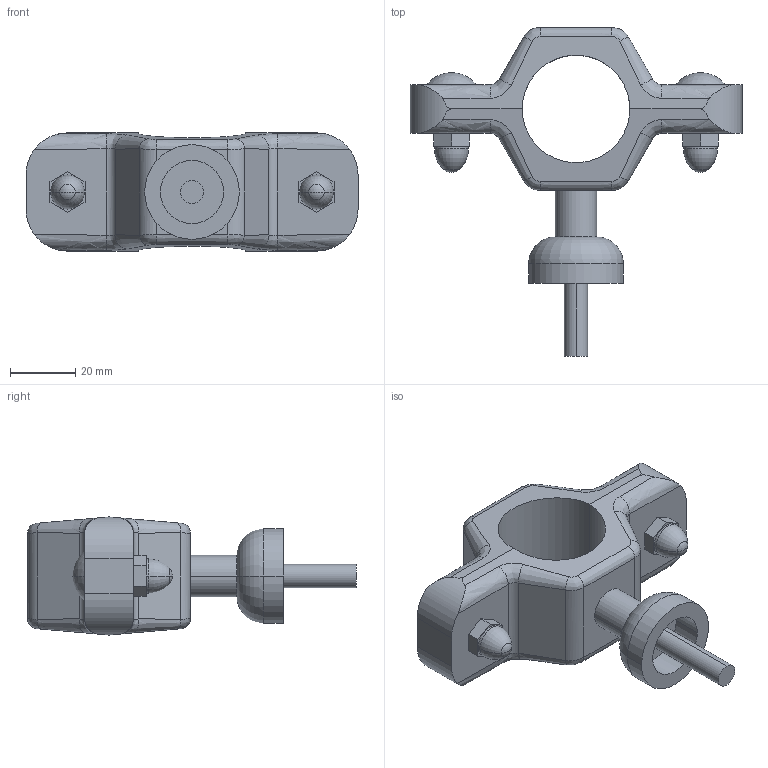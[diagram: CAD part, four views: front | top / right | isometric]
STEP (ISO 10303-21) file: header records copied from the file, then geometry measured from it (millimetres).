
FILE_DESCRIPTION (( 'STEP AP214' ), '1' );
FILE_NAME ('ZC1PP1.0P304SAN.STEP', '2023-05-29T12:41:47', ( '' ), ( '' ), 'SwSTEP 2.0', 'SolidWorks 2018', '' );
FILE_SCHEMA (( 'AUTOMOTIVE_DESIGN' ));
Length unit declared in the file: inch
Products named in the file (1): ZC1PP1.0P304SAN
Bounding box: 101.6 x 100.63 x 36.12 mm (x, y, z)
Volume: 77212.9 mm3; surface area: 20082.3 mm2
Topology: 1 solids, 1 shells, 113 faces, 264 edges, 160 vertices
Faces by surface type: bspline 36, plane 33, cylinder 30, sphere 8, torus 6
Entity records: 4036 total; most frequent: CARTESIAN_POINT 1814, ORIENTED_EDGE 528, DIRECTION 354, EDGE_CURVE 264, VERTEX_POINT 160, AXIS2_PLACEMENT_3D 136, EDGE_LOOP 122, ADVANCED_FACE 113
